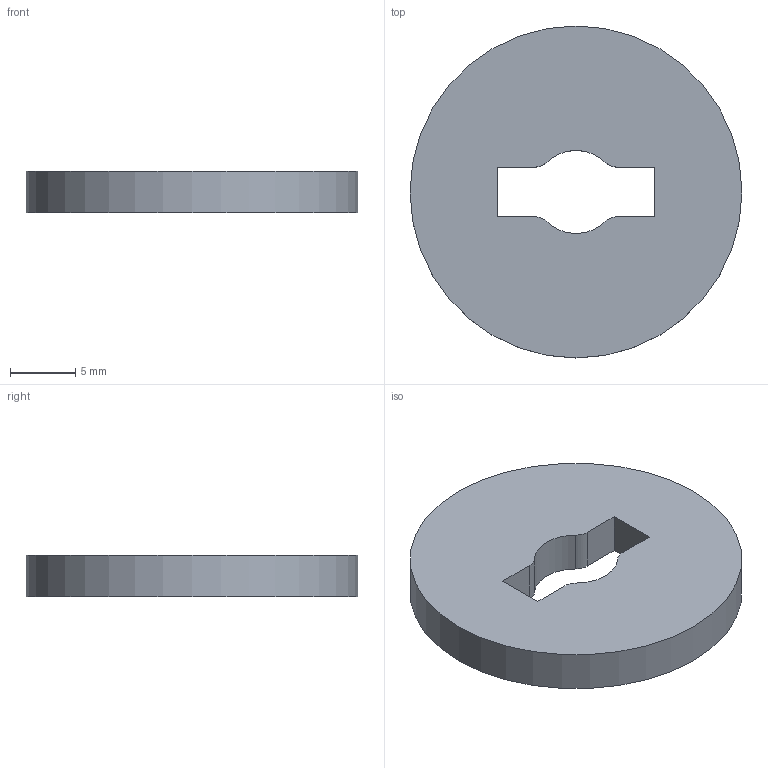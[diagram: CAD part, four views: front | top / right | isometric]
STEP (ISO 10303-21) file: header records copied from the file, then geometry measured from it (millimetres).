
FILE_DESCRIPTION(/* description */ (''),/* implementation_level */ '2;1');
FILE_NAME(/* name */ 'QB-WASHER-Q (14L203RF_05).stp',/* time_stamp */ '2015-10-22T10:52:13-04:00',/* author */ (''),/* organization */ (''),/* preprocessor_version */ 'ST-DEVELOPER v15',/* originating_system */ 'SIEMENS PLM Software NX 8.5',/* authorisation */ '');
FILE_SCHEMA (('CONFIG_CONTROL_DESIGN'));
Length unit declared in the file: inch
Products named in the file (1): 14L203RF_05
Bounding box: 25.4 x 25.4 x 3.17 mm (x, y, z)
Volume: 1433.7 mm3; surface area: 1261.5 mm2
Topology: 1 solids, 1 shells, 15 faces, 39 edges, 26 vertices
Faces by surface type: plane 8, cylinder 7
Full cylindrical faces by diameter (mm): 25.4 x1
Entity records: 552 total; most frequent: DIRECTION 84, CARTESIAN_POINT 80, ORIENTED_EDGE 76, EDGE_CURVE 38, AXIS2_PLACEMENT_3D 30, VERTEX_POINT 26, LINE 24, VECTOR 24
